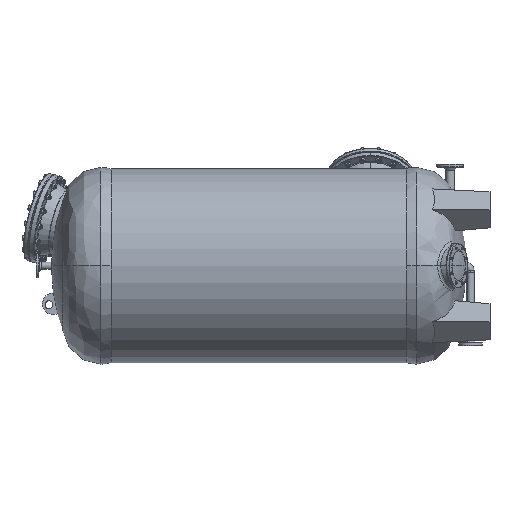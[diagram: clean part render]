
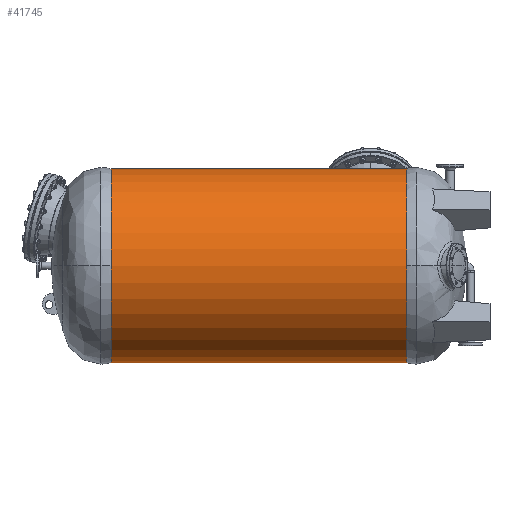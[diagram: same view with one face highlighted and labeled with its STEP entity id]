
A CAD part, left-side view. The second image highlights one B-rep face of the part: STEP entity #41745.
In plain terms, the highlighted cylindrical face has radius 608 mm (diameter 1216 mm), a partial arc.
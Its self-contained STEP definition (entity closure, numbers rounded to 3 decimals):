
#435 = EDGE_CURVE ( 'NONE', #24609, #8484, #18614, .T. ) ;
#2952 = AXIS2_PLACEMENT_3D ( 'NONE', #2999, #12890, #47025 ) ;
#2999 = CARTESIAN_POINT ( 'NONE',  ( 0., 0., 0. ) ) ;
#3610 = VECTOR ( 'NONE', #44127, 1000. ) ;
#3739 = EDGE_CURVE ( 'NONE', #61434, #34108, #25437, .T. ) ;
#5129 = CARTESIAN_POINT ( 'NONE',  ( -608., 2216.481, 0. ) ) ;
#5735 = VERTEX_POINT ( 'NONE', #41722 ) ;
#6692 = DIRECTION ( 'NONE',  ( 0., 0., 1. ) ) ;
#7005 = EDGE_CURVE ( 'NONE', #54573, #24609, #52008, .T. ) ;
#7057 = DIRECTION ( 'NONE',  ( 0., 1., 0. ) ) ;
#8426 = EDGE_LOOP ( 'NONE', ( #29744, #45846, #26033, #41488, #23541, #62134 ) ) ;
#8484 = VERTEX_POINT ( 'NONE', #56559 ) ;
#11186 = AXIS2_PLACEMENT_3D ( 'NONE', #55139, #11444, #6692 ) ;
#11365 = CARTESIAN_POINT ( 'NONE',  ( 0., 363.519, -608. ) ) ;
#11444 = DIRECTION ( 'NONE',  ( 0., -1., 0. ) ) ;
#12890 = DIRECTION ( 'NONE',  ( 0., 1., 0. ) ) ;
#17906 = CIRCLE ( 'NONE', #53528, 608. ) ;
#18614 = CIRCLE ( 'NONE', #32860, 608. ) ;
#21121 = CARTESIAN_POINT ( 'NONE',  ( 0., 0., -608. ) ) ;
#21209 = FACE_OUTER_BOUND ( 'NONE', #8426, .T. ) ;
#23471 = DIRECTION ( 'NONE',  ( 0., -1., 0. ) ) ;
#23541 = ORIENTED_EDGE ( 'NONE', *, *, #3739, .T. ) ;
#24609 = VERTEX_POINT ( 'NONE', #41042 ) ;
#25437 = CIRCLE ( 'NONE', #11186, 608. ) ;
#26033 = ORIENTED_EDGE ( 'NONE', *, *, #435, .T. ) ;
#28465 = VECTOR ( 'NONE', #7057, 1000. ) ;
#29744 = ORIENTED_EDGE ( 'NONE', *, *, #56547, .F. ) ;
#32648 = AXIS2_PLACEMENT_3D ( 'NONE', #36725, #45353, #40561 ) ;
#32860 = AXIS2_PLACEMENT_3D ( 'NONE', #40964, #55584, #51756 ) ;
#34108 = VERTEX_POINT ( 'NONE', #5129 ) ;
#35400 = CARTESIAN_POINT ( 'NONE',  ( 0., 2216.481, 608. ) ) ;
#36725 = CARTESIAN_POINT ( 'NONE',  ( 0., 363.519, 0. ) ) ;
#37512 = EDGE_CURVE ( 'NONE', #34108, #5735, #17906, .T. ) ;
#39656 = LINE ( 'NONE', #54593, #3610 ) ;
#40561 = DIRECTION ( 'NONE',  ( 0., 0., 1. ) ) ;
#40685 = CYLINDRICAL_SURFACE ( 'NONE', #2952, 608. ) ;
#40964 = CARTESIAN_POINT ( 'NONE',  ( 0., 363.519, 0. ) ) ;
#41042 = CARTESIAN_POINT ( 'NONE',  ( -608., 363.519, 0. ) ) ;
#41488 = ORIENTED_EDGE ( 'NONE', *, *, #49591, .T. ) ;
#41722 = CARTESIAN_POINT ( 'NONE',  ( 0., 2216.481, -608. ) ) ;
#41745 = ADVANCED_FACE ( 'NONE', ( #21209 ), #40685, .T. ) ;
#42031 = CARTESIAN_POINT ( 'NONE',  ( 0., 2216.481, 0. ) ) ;
#44127 = DIRECTION ( 'NONE',  ( 0., 1., 0. ) ) ;
#45353 = DIRECTION ( 'NONE',  ( 0., 1., 0. ) ) ;
#45846 = ORIENTED_EDGE ( 'NONE', *, *, #7005, .T. ) ;
#47025 = DIRECTION ( 'NONE',  ( 0., 0., 1. ) ) ;
#47442 = DIRECTION ( 'NONE',  ( 0., 0., 1. ) ) ;
#49591 = EDGE_CURVE ( 'NONE', #8484, #61434, #39656, .T. ) ;
#51756 = DIRECTION ( 'NONE',  ( 0., 0., 1. ) ) ;
#52008 = CIRCLE ( 'NONE', #32648, 608. ) ;
#53528 = AXIS2_PLACEMENT_3D ( 'NONE', #42031, #23471, #47442 ) ;
#54573 = VERTEX_POINT ( 'NONE', #11365 ) ;
#54593 = CARTESIAN_POINT ( 'NONE',  ( 0., 0., 608. ) ) ;
#54880 = LINE ( 'NONE', #21121, #28465 ) ;
#55139 = CARTESIAN_POINT ( 'NONE',  ( 0., 2216.481, 0. ) ) ;
#55584 = DIRECTION ( 'NONE',  ( 0., 1., 0. ) ) ;
#56547 = EDGE_CURVE ( 'NONE', #54573, #5735, #54880, .T. ) ;
#56559 = CARTESIAN_POINT ( 'NONE',  ( 0., 363.519, 608. ) ) ;
#61434 = VERTEX_POINT ( 'NONE', #35400 ) ;
#62134 = ORIENTED_EDGE ( 'NONE', *, *, #37512, .T. ) ;
